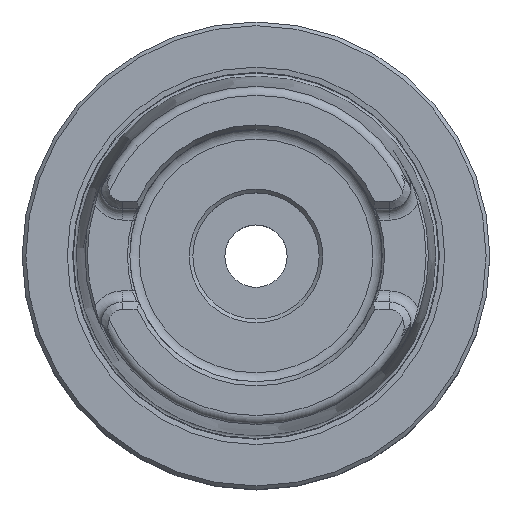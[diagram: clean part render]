
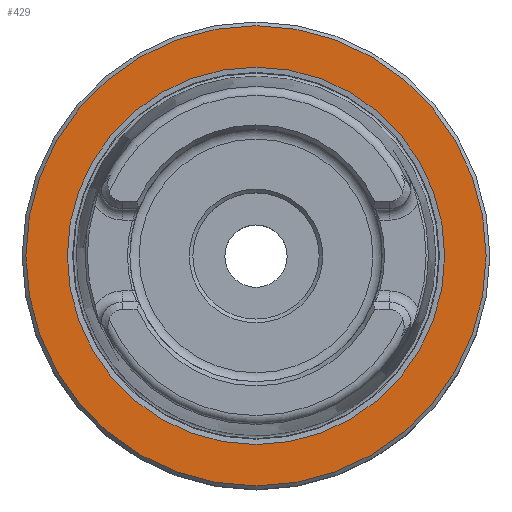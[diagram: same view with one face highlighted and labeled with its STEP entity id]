
A CAD part, top view. The second image highlights one B-rep face of the part: STEP entity #429.
In plain terms, the highlighted planar face has unit normal (0, 0, 1).
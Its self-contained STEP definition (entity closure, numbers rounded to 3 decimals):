
#367=PLANE('',#1826);
#429=ADVANCED_FACE('',(#591,#592),#367,.F.);
#591=FACE_BOUND('',#699,.T.);
#592=FACE_BOUND('',#700,.T.);
#699=EDGE_LOOP('',(#933));
#700=EDGE_LOOP('',(#934));
#933=ORIENTED_EDGE('',*,*,#1491,.T.);
#934=ORIENTED_EDGE('',*,*,#1486,.T.);
#1324=VERTEX_POINT('',#3012);
#1329=VERTEX_POINT('',#3028);
#1486=EDGE_CURVE('',#1324,#1324,#1658,.T.);
#1491=EDGE_CURVE('',#1329,#1329,#1663,.T.);
#1658=CIRCLE('',#1814,25.42);
#1663=CIRCLE('',#1825,31.);
#1814=AXIS2_PLACEMENT_3D('',#3011,#2101,#2102);
#1825=AXIS2_PLACEMENT_3D('',#3027,#2123,#2124);
#1826=AXIS2_PLACEMENT_3D('',#3029,#2125,#2126);
#2101=DIRECTION('',(0.,0.,-1.));
#2102=DIRECTION('',(1.,0.,0.));
#2123=DIRECTION('',(0.,0.,1.));
#2124=DIRECTION('',(1.,0.,0.));
#2125=DIRECTION('',(0.,0.,-1.));
#2126=DIRECTION('',(-1.,0.,0.));
#3011=CARTESIAN_POINT('',(0.,0.,0.));
#3012=CARTESIAN_POINT('',(25.42,0.,0.));
#3027=CARTESIAN_POINT('',(0.,0.,0.));
#3028=CARTESIAN_POINT('',(31.,0.,0.));
#3029=CARTESIAN_POINT('',(-31.5,0.,0.));
